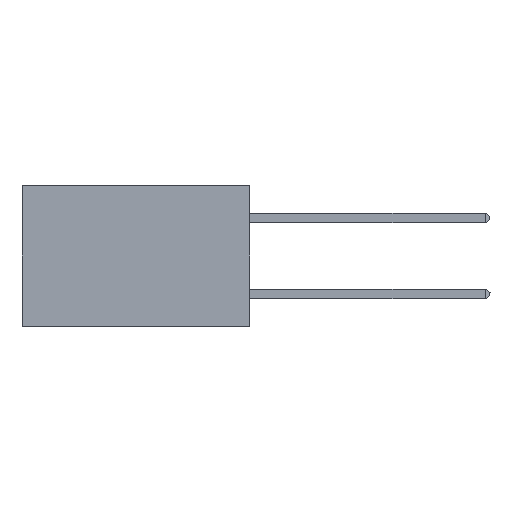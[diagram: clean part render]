
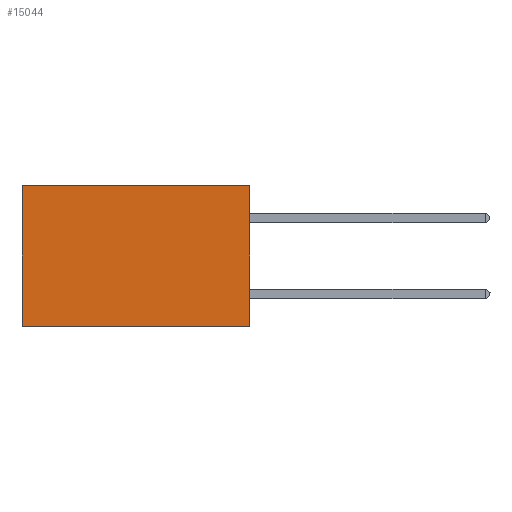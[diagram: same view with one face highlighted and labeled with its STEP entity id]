
A CAD part, left-side view. The second image highlights one B-rep face of the part: STEP entity #15044.
In plain terms, the highlighted planar face has unit normal (-1, 0, 0).
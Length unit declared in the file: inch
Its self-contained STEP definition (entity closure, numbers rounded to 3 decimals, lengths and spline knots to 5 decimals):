
#233 = CARTESIAN_POINT ( 'NONE',  ( 0.2875, 0., -0.37 ) ) ;
#725 = CARTESIAN_POINT ( 'NONE',  ( 0.2875, 0., 0. ) ) ;
#1285 = CARTESIAN_POINT ( 'NONE',  ( 0.2875, 0.6, 0. ) ) ;
#2970 = VERTEX_POINT ( 'NONE', #17469 ) ;
#3093 = EDGE_CURVE ( 'NONE', #15208, #15181, #19586, .T. ) ;
#3204 = CARTESIAN_POINT ( 'NONE',  ( 0.2875, 0., -0.37 ) ) ;
#3568 = VECTOR ( 'NONE', #21479, 39.37008 ) ;
#4534 = CARTESIAN_POINT ( 'NONE',  ( 0.2875, 0., 0. ) ) ;
#4709 = EDGE_LOOP ( 'NONE', ( #19263, #19419, #13500, #18371 ) ) ;
#6330 = DIRECTION ( 'NONE',  ( 1., 0., 0. ) ) ;
#7050 = CARTESIAN_POINT ( 'NONE',  ( 0.2875, 0.6, 0. ) ) ;
#7530 = VECTOR ( 'NONE', #22695, 39.37008 ) ;
#7880 = CARTESIAN_POINT ( 'NONE',  ( 0.2875, 0., 0. ) ) ;
#9724 = DIRECTION ( 'NONE',  ( 0., 0., -1. ) ) ;
#9930 = LINE ( 'NONE', #233, #3568 ) ;
#12218 = LINE ( 'NONE', #1285, #7530 ) ;
#12835 = EDGE_CURVE ( 'NONE', #15181, #2970, #9930, .T. ) ;
#13090 = DIRECTION ( 'NONE',  ( 0., 1., 0. ) ) ;
#13489 = DIRECTION ( 'NONE',  ( 0., 0., -1. ) ) ;
#13500 = ORIENTED_EDGE ( 'NONE', *, *, #3093, .F. ) ;
#14804 = VECTOR ( 'NONE', #9724, 39.37008 ) ;
#15044 = ADVANCED_FACE ( 'NONE', ( #21741 ), #15273, .F. ) ;
#15181 = VERTEX_POINT ( 'NONE', #3204 ) ;
#15208 = VERTEX_POINT ( 'NONE', #17163 ) ;
#15273 = PLANE ( 'NONE',  #20956 ) ;
#16185 = LINE ( 'NONE', #725, #19574 ) ;
#17163 = CARTESIAN_POINT ( 'NONE',  ( 0.2875, 0., 0. ) ) ;
#17469 = CARTESIAN_POINT ( 'NONE',  ( 0.2875, 0.6, -0.37 ) ) ;
#18371 = ORIENTED_EDGE ( 'NONE', *, *, #20923, .T. ) ;
#19263 = ORIENTED_EDGE ( 'NONE', *, *, #22782, .T. ) ;
#19419 = ORIENTED_EDGE ( 'NONE', *, *, #12835, .F. ) ;
#19574 = VECTOR ( 'NONE', #13090, 39.37008 ) ;
#19586 = LINE ( 'NONE', #7880, #14804 ) ;
#20923 = EDGE_CURVE ( 'NONE', #15208, #22152, #16185, .T. ) ;
#20956 = AXIS2_PLACEMENT_3D ( 'NONE', #4534, #6330, #13489 ) ;
#21479 = DIRECTION ( 'NONE',  ( 0., 1., 0. ) ) ;
#21741 = FACE_OUTER_BOUND ( 'NONE', #4709, .T. ) ;
#22152 = VERTEX_POINT ( 'NONE', #7050 ) ;
#22695 = DIRECTION ( 'NONE',  ( 0., 0., -1. ) ) ;
#22782 = EDGE_CURVE ( 'NONE', #22152, #2970, #12218, .T. ) ;
